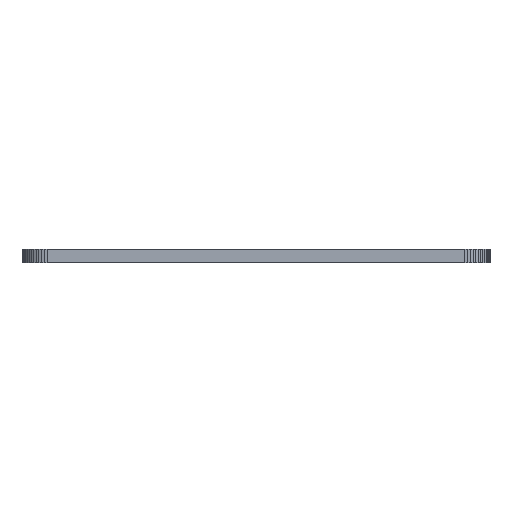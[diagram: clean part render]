
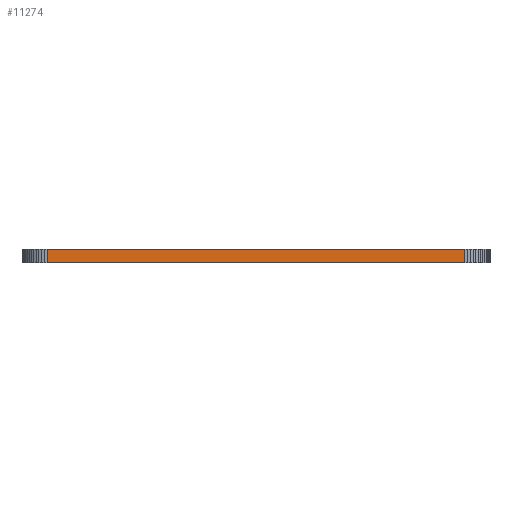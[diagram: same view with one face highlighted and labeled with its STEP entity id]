
A CAD part, left-side view. The second image highlights one B-rep face of the part: STEP entity #11274.
In plain terms, the highlighted planar face has unit normal (-1, 0, 0).
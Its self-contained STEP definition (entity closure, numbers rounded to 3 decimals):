
#83 = PLANE('',#84);
#84 = AXIS2_PLACEMENT_3D('',#85,#86,#87);
#85 = CARTESIAN_POINT('',(164.7,-53.9,1.6));
#86 = DIRECTION('',(-0.,-0.,-1.));
#87 = DIRECTION('',(-1.,0.,0.));
#137 = PLANE('',#138);
#138 = AXIS2_PLACEMENT_3D('',#139,#140,#141);
#139 = CARTESIAN_POINT('',(164.7,-53.9,0.));
#140 = DIRECTION('',(-0.,-0.,-1.));
#141 = DIRECTION('',(-1.,0.,0.));
#1422 = VERTEX_POINT('',#1423);
#1423 = CARTESIAN_POINT('',(139.8,-78.8,0.));
#1437 = PLANE('',#1438);
#1438 = AXIS2_PLACEMENT_3D('',#1439,#1440,#1441);
#1439 = CARTESIAN_POINT('',(139.819,-79.136,0.));
#1440 = DIRECTION('',(-0.998,-0.056,0.));
#1441 = DIRECTION('',(-0.056,0.998,0.));
#1449 = EDGE_CURVE('',#1422,#1450,#1452,.T.);
#1450 = VERTEX_POINT('',#1451);
#1451 = CARTESIAN_POINT('',(139.8,-29.,0.));
#1452 = SURFACE_CURVE('',#1453,(#1457,#1464),.PCURVE_S1.);
#1453 = LINE('',#1454,#1455);
#1454 = CARTESIAN_POINT('',(139.8,-78.8,0.));
#1455 = VECTOR('',#1456,1.);
#1456 = DIRECTION('',(0.,1.,0.));
#1457 = PCURVE('',#137,#1458);
#1458 = DEFINITIONAL_REPRESENTATION('',(#1459),#1463);
#1459 = LINE('',#1460,#1461);
#1460 = CARTESIAN_POINT('',(24.9,-24.9));
#1461 = VECTOR('',#1462,1.);
#1462 = DIRECTION('',(0.,1.));
#1463 = ( GEOMETRIC_REPRESENTATION_CONTEXT(2) 
PARAMETRIC_REPRESENTATION_CONTEXT() REPRESENTATION_CONTEXT('2D SPACE',''
  ) );
#1464 = PCURVE('',#1465,#1470);
#1465 = PLANE('',#1466);
#1466 = AXIS2_PLACEMENT_3D('',#1467,#1468,#1469);
#1467 = CARTESIAN_POINT('',(139.8,-78.8,0.));
#1468 = DIRECTION('',(-1.,0.,0.));
#1469 = DIRECTION('',(0.,1.,0.));
#1470 = DEFINITIONAL_REPRESENTATION('',(#1471),#1475);
#1471 = LINE('',#1472,#1473);
#1472 = CARTESIAN_POINT('',(0.,0.));
#1473 = VECTOR('',#1474,1.);
#1474 = DIRECTION('',(1.,0.));
#1475 = ( GEOMETRIC_REPRESENTATION_CONTEXT(2) 
PARAMETRIC_REPRESENTATION_CONTEXT() REPRESENTATION_CONTEXT('2D SPACE',''
  ) );
#1493 = PLANE('',#1494);
#1494 = AXIS2_PLACEMENT_3D('',#1495,#1496,#1497);
#1495 = CARTESIAN_POINT('',(139.8,-29.,0.));
#1496 = DIRECTION('',(-0.998,0.056,0.));
#1497 = DIRECTION('',(0.056,0.998,0.));
#6764 = VERTEX_POINT('',#6765);
#6765 = CARTESIAN_POINT('',(139.8,-78.8,1.6));
#6786 = EDGE_CURVE('',#6764,#6787,#6789,.T.);
#6787 = VERTEX_POINT('',#6788);
#6788 = CARTESIAN_POINT('',(139.8,-29.,1.6));
#6789 = SURFACE_CURVE('',#6790,(#6794,#6801),.PCURVE_S1.);
#6790 = LINE('',#6791,#6792);
#6791 = CARTESIAN_POINT('',(139.8,-78.8,1.6));
#6792 = VECTOR('',#6793,1.);
#6793 = DIRECTION('',(0.,1.,0.));
#6794 = PCURVE('',#83,#6795);
#6795 = DEFINITIONAL_REPRESENTATION('',(#6796),#6800);
#6796 = LINE('',#6797,#6798);
#6797 = CARTESIAN_POINT('',(24.9,-24.9));
#6798 = VECTOR('',#6799,1.);
#6799 = DIRECTION('',(0.,1.));
#6800 = ( GEOMETRIC_REPRESENTATION_CONTEXT(2) 
PARAMETRIC_REPRESENTATION_CONTEXT() REPRESENTATION_CONTEXT('2D SPACE',''
  ) );
#6801 = PCURVE('',#1465,#6802);
#6802 = DEFINITIONAL_REPRESENTATION('',(#6803),#6807);
#6803 = LINE('',#6804,#6805);
#6804 = CARTESIAN_POINT('',(0.,-1.6));
#6805 = VECTOR('',#6806,1.);
#6806 = DIRECTION('',(1.,0.));
#6807 = ( GEOMETRIC_REPRESENTATION_CONTEXT(2) 
PARAMETRIC_REPRESENTATION_CONTEXT() REPRESENTATION_CONTEXT('2D SPACE',''
  ) );
#11224 = EDGE_CURVE('',#1450,#6787,#11225,.T.);
#11225 = SURFACE_CURVE('',#11226,(#11230,#11237),.PCURVE_S1.);
#11226 = LINE('',#11227,#11228);
#11227 = CARTESIAN_POINT('',(139.8,-29.,0.));
#11228 = VECTOR('',#11229,1.);
#11229 = DIRECTION('',(0.,0.,1.));
#11230 = PCURVE('',#1493,#11231);
#11231 = DEFINITIONAL_REPRESENTATION('',(#11232),#11236);
#11232 = LINE('',#11233,#11234);
#11233 = CARTESIAN_POINT('',(0.,0.));
#11234 = VECTOR('',#11235,1.);
#11235 = DIRECTION('',(0.,-1.));
#11236 = ( GEOMETRIC_REPRESENTATION_CONTEXT(2) 
PARAMETRIC_REPRESENTATION_CONTEXT() REPRESENTATION_CONTEXT('2D SPACE',''
  ) );
#11237 = PCURVE('',#1465,#11238);
#11238 = DEFINITIONAL_REPRESENTATION('',(#11239),#11243);
#11239 = LINE('',#11240,#11241);
#11240 = CARTESIAN_POINT('',(49.8,0.));
#11241 = VECTOR('',#11242,1.);
#11242 = DIRECTION('',(0.,-1.));
#11243 = ( GEOMETRIC_REPRESENTATION_CONTEXT(2) 
PARAMETRIC_REPRESENTATION_CONTEXT() REPRESENTATION_CONTEXT('2D SPACE',''
  ) );
#11274 = ADVANCED_FACE('',(#11275),#1465,.T.);
#11275 = FACE_BOUND('',#11276,.T.);
#11276 = EDGE_LOOP('',(#11277,#11298,#11299,#11300));
#11277 = ORIENTED_EDGE('',*,*,#11278,.T.);
#11278 = EDGE_CURVE('',#1422,#6764,#11279,.T.);
#11279 = SURFACE_CURVE('',#11280,(#11284,#11291),.PCURVE_S1.);
#11280 = LINE('',#11281,#11282);
#11281 = CARTESIAN_POINT('',(139.8,-78.8,0.));
#11282 = VECTOR('',#11283,1.);
#11283 = DIRECTION('',(0.,0.,1.));
#11284 = PCURVE('',#1465,#11285);
#11285 = DEFINITIONAL_REPRESENTATION('',(#11286),#11290);
#11286 = LINE('',#11287,#11288);
#11287 = CARTESIAN_POINT('',(0.,0.));
#11288 = VECTOR('',#11289,1.);
#11289 = DIRECTION('',(0.,-1.));
#11290 = ( GEOMETRIC_REPRESENTATION_CONTEXT(2) 
PARAMETRIC_REPRESENTATION_CONTEXT() REPRESENTATION_CONTEXT('2D SPACE',''
  ) );
#11291 = PCURVE('',#1437,#11292);
#11292 = DEFINITIONAL_REPRESENTATION('',(#11293),#11297);
#11293 = LINE('',#11294,#11295);
#11294 = CARTESIAN_POINT('',(0.336,0.));
#11295 = VECTOR('',#11296,1.);
#11296 = DIRECTION('',(0.,-1.));
#11297 = ( GEOMETRIC_REPRESENTATION_CONTEXT(2) 
PARAMETRIC_REPRESENTATION_CONTEXT() REPRESENTATION_CONTEXT('2D SPACE',''
  ) );
#11298 = ORIENTED_EDGE('',*,*,#6786,.T.);
#11299 = ORIENTED_EDGE('',*,*,#11224,.F.);
#11300 = ORIENTED_EDGE('',*,*,#1449,.F.);
